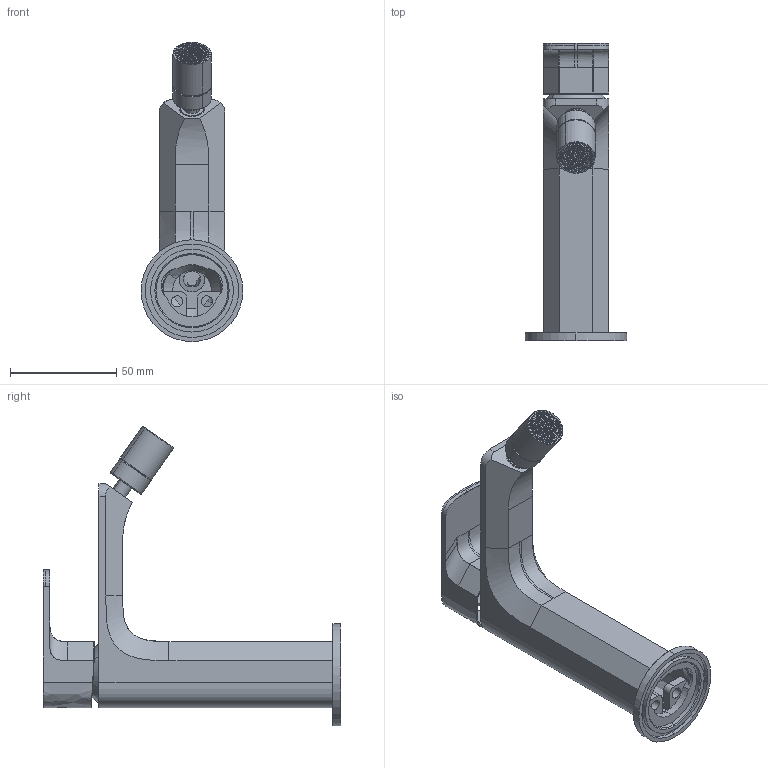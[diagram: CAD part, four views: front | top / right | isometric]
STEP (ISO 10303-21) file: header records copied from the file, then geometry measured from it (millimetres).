
FILE_DESCRIPTION (( 'STEP AP214' ), '1' );
FILE_NAME ('3086._bordi_esterni.STEP', '2024-10-29T07:45:39', ( '' ), ( '' ), 'SwSTEP 2.0', 'SolidWorks 2018', '' );
FILE_SCHEMA (( 'AUTOMOTIVE_DESIGN' ));
Length unit declared in the file: millimetre
Products named in the file (1): 3086._bordi_esterni
Bounding box: 48 x 140.3 x 141.05 mm (x, y, z)
Surface area: 41712.8 mm2 (no closed solid volume)
Topology: 0 solids, 9 shells, 563 faces, 1975 edges, 1363 vertices
Faces by surface type: plane 433, cylinder 56, bspline 45, cone 15, torus 14
Entity records: 31611 total; most frequent: CARTESIAN_POINT 9268, ORIENTED_EDGE 3098, DIRECTION 3001, EDGE_CURVE 1975, LINE 1577, VECTOR 1577, VERTEX_POINT 1363, AXIS2_PLACEMENT_3D 712
